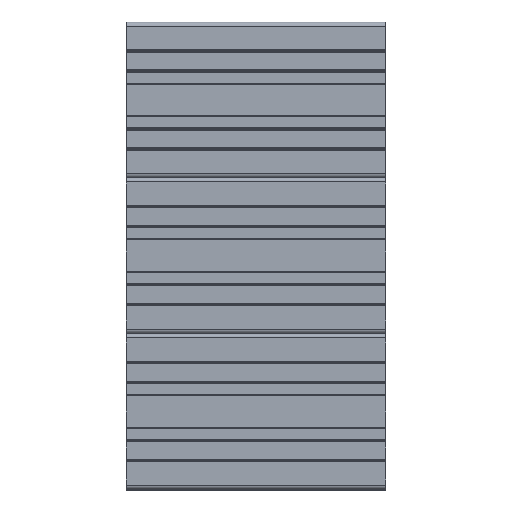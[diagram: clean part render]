
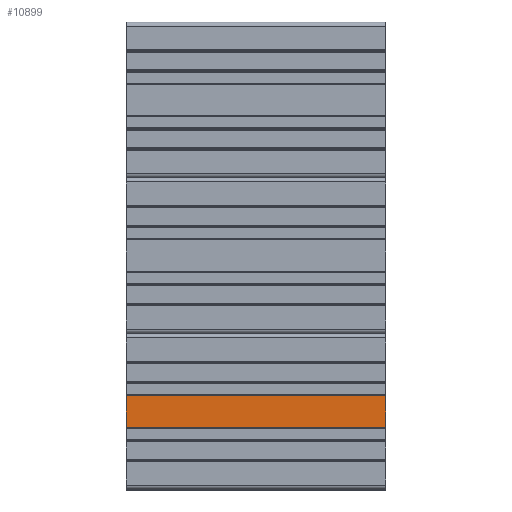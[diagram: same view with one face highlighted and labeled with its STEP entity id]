
A CAD part, top view. The second image highlights one B-rep face of the part: STEP entity #10899.
In plain terms, the highlighted planar face has unit normal (0, 0, 1).
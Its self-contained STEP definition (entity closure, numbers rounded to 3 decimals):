
#9 = EDGE_CURVE ( 'NONE', #18547, #22392, #18863, .T. ) ;
#509 = EDGE_CURVE ( 'NONE', #18547, #11998, #19097, .T. ) ;
#2249 = CARTESIAN_POINT ( 'NONE',  ( 150., -9.15, 44. ) ) ;
#2780 = CARTESIAN_POINT ( 'NONE',  ( 0., 9.15, 44. ) ) ;
#4539 = EDGE_CURVE ( 'NONE', #22392, #17418, #6835, .T. ) ;
#4624 = CARTESIAN_POINT ( 'NONE',  ( 150., 9.15, 44. ) ) ;
#4716 = ORIENTED_EDGE ( 'NONE', *, *, #509, .T. ) ;
#5399 = CARTESIAN_POINT ( 'NONE',  ( 150., 9.15, 44. ) ) ;
#5418 = ORIENTED_EDGE ( 'NONE', *, *, #4539, .F. ) ;
#6835 = LINE ( 'NONE', #22300, #8211 ) ;
#6993 = VECTOR ( 'NONE', #12277, 1000. ) ;
#7797 = CARTESIAN_POINT ( 'NONE',  ( 0., 9.15, 44. ) ) ;
#8211 = VECTOR ( 'NONE', #15153, 1000. ) ;
#8718 = DIRECTION ( 'NONE',  ( -1., 0., 0. ) ) ;
#10499 = DIRECTION ( 'NONE',  ( 0., 0., -1. ) ) ;
#10571 = CARTESIAN_POINT ( 'NONE',  ( 150., 9.15, 44. ) ) ;
#10899 = ADVANCED_FACE ( 'NONE', ( #11353 ), #21212, .F. ) ;
#11297 = VECTOR ( 'NONE', #18513, 1000. ) ;
#11353 = FACE_OUTER_BOUND ( 'NONE', #22861, .T. ) ;
#11998 = VERTEX_POINT ( 'NONE', #2780 ) ;
#12104 = DIRECTION ( 'NONE',  ( -1., 0., 0. ) ) ;
#12277 = DIRECTION ( 'NONE',  ( 0., -1., 0. ) ) ;
#12360 = EDGE_CURVE ( 'NONE', #11998, #17418, #12398, .T. ) ;
#12398 = LINE ( 'NONE', #7797, #11297 ) ;
#13285 = ORIENTED_EDGE ( 'NONE', *, *, #12360, .T. ) ;
#15153 = DIRECTION ( 'NONE',  ( -1., 0., 0. ) ) ;
#15591 = ORIENTED_EDGE ( 'NONE', *, *, #9, .F. ) ;
#17418 = VERTEX_POINT ( 'NONE', #22899 ) ;
#17431 = VECTOR ( 'NONE', #12104, 1000. ) ;
#18513 = DIRECTION ( 'NONE',  ( 0., -1., 0. ) ) ;
#18527 = AXIS2_PLACEMENT_3D ( 'NONE', #5399, #10499, #8718 ) ;
#18547 = VERTEX_POINT ( 'NONE', #4624 ) ;
#18863 = LINE ( 'NONE', #10571, #6993 ) ;
#19097 = LINE ( 'NONE', #21093, #17431 ) ;
#21093 = CARTESIAN_POINT ( 'NONE',  ( 150., 9.15, 44. ) ) ;
#21212 = PLANE ( 'NONE',  #18527 ) ;
#22300 = CARTESIAN_POINT ( 'NONE',  ( 150., -9.15, 44. ) ) ;
#22392 = VERTEX_POINT ( 'NONE', #2249 ) ;
#22861 = EDGE_LOOP ( 'NONE', ( #13285, #5418, #15591, #4716 ) ) ;
#22899 = CARTESIAN_POINT ( 'NONE',  ( 0., -9.15, 44. ) ) ;
